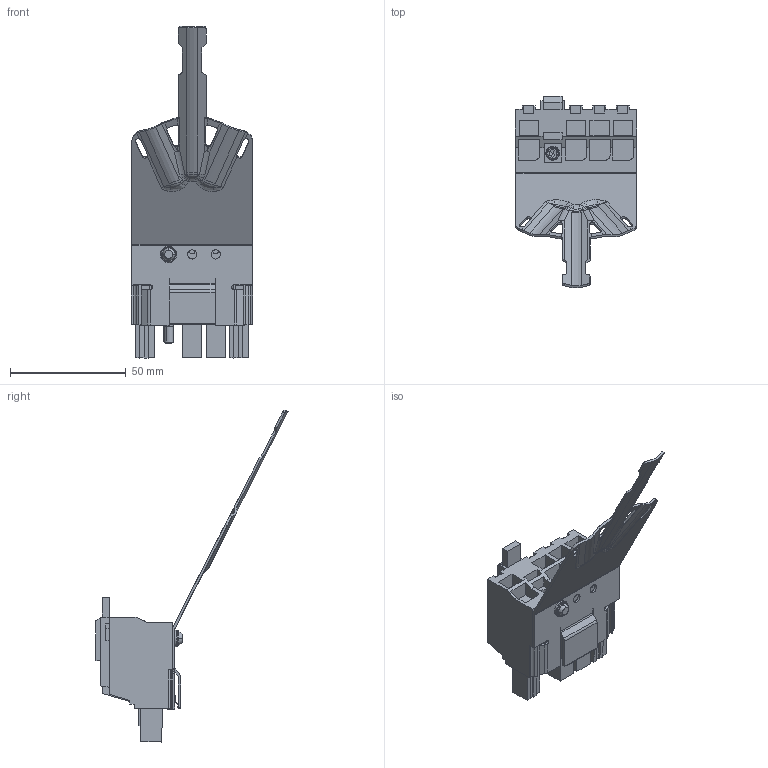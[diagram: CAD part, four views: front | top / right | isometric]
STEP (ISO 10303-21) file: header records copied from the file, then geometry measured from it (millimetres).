
FILE_DESCRIPTION(('CATIA V5 STEP Exchange','CAx-IF Rec.Pracs.--- Model Styling and Organization---1.4--- 2014-01-23'),'2;1');
FILE_NAME ('D1489116_1_2627870000_2627870000.stp','2021-06-10T09:10:03+00:00',('none'),('Weidmueller'),'CATIA Version 5-6 Release 2016 SP3 HF44','CATIA V5 STEP AP214','none');
FILE_SCHEMA(('AUTOMOTIVE_DESIGN { 1 0 10303 214 1 1 1 1 }'));
Length unit declared in the file: millimetre
Products named in the file (1): 2627870000
Bounding box: 52.28 x 83 x 143.42 mm (x, y, z)
Volume: 55943.7 mm3; surface area: 31569.6 mm2
Topology: 9 solids, 9 shells, 833 faces, 2312 edges, 1523 vertices
Faces by surface type: plane 624, cylinder 120, bspline 26, revolution 18, sphere 16, torus 14, cone 9, extrusion 6
Entity records: 27726 total; most frequent: CARTESIAN_POINT 7517, ORIENTED_EDGE 4608, DIRECTION 3363, EDGE_CURVE 2304, VECTOR 1843, LINE 1837, VERTEX_POINT 1523, EDGE_LOOP 885
